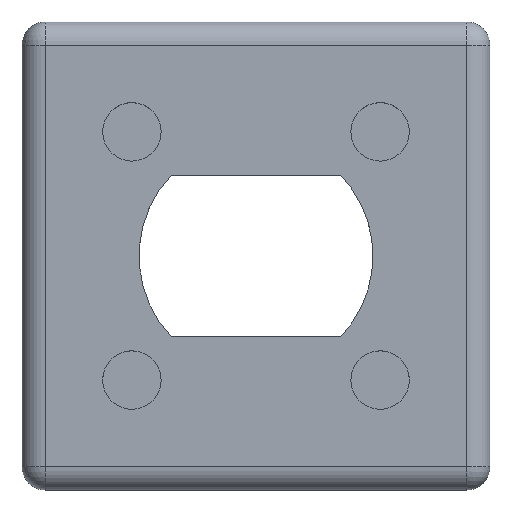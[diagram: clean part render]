
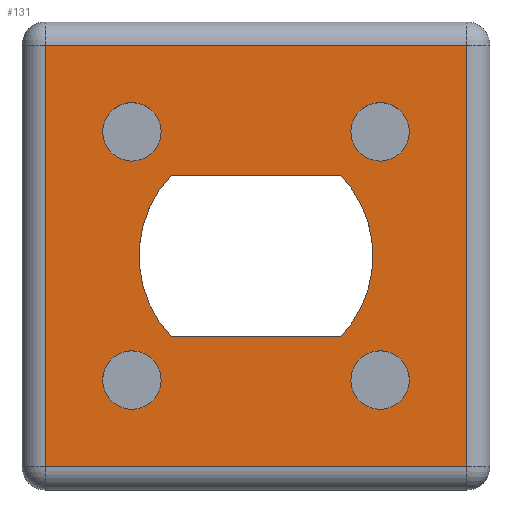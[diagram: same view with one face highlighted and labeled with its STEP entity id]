
A CAD part, top view. The second image highlights one B-rep face of the part: STEP entity #131.
In plain terms, the highlighted planar face has unit normal (0, 0, 1).
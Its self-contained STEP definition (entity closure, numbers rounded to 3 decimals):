
#2 = EDGE_CURVE ( 'NONE', #49, #97, #1299, .T. ) ;
#7 = EDGE_CURVE ( 'NONE', #73, #64, #1288, .T. ) ;
#8 = EDGE_CURVE ( 'NONE', #13, #10, #1251, .T. ) ;
#10 = VERTEX_POINT ( 'NONE', #1292 ) ;
#12 = EDGE_CURVE ( 'NONE', #52, #19, #1289, .T. ) ;
#13 = VERTEX_POINT ( 'NONE', #1275 ) ;
#19 = VERTEX_POINT ( 'NONE', #1244 ) ;
#22 = ORIENTED_EDGE ( 'NONE', *, *, #58, .F. ) ;
#43 = VERTEX_POINT ( 'NONE', #1329 ) ;
#49 = VERTEX_POINT ( 'NONE', #1321 ) ;
#52 = VERTEX_POINT ( 'NONE', #1331 ) ;
#58 = EDGE_CURVE ( 'NONE', #60, #43, #1355, .T. ) ;
#60 = VERTEX_POINT ( 'NONE', #1345 ) ;
#64 = VERTEX_POINT ( 'NONE', #1134 ) ;
#73 = VERTEX_POINT ( 'NONE', #399 ) ;
#97 = VERTEX_POINT ( 'NONE', #449 ) ;
#131 = ADVANCED_FACE ( 'NONE', ( #462, #437, #458, #429, #428, #427 ), #465, .T. ) ;
#177 = EDGE_CURVE ( 'NONE', #258, #60, #672, .T. ) ;
#178 = ORIENTED_EDGE ( 'NONE', *, *, #248, .F. ) ;
#179 = EDGE_LOOP ( 'NONE', ( #255, #268, #178, #274, #22 ) ) ;
#181 = VERTEX_POINT ( 'NONE', #675 ) ;
#182 = EDGE_CURVE ( 'NONE', #64, #73, #528, .T. ) ;
#183 = VERTEX_POINT ( 'NONE', #573 ) ;
#184 = ORIENTED_EDGE ( 'NONE', *, *, #7, .F. ) ;
#185 = EDGE_CURVE ( 'NONE', #188, #181, #564, .T. ) ;
#186 = EDGE_LOOP ( 'NONE', ( #203, #189, #191, #252 ) ) ;
#188 = VERTEX_POINT ( 'NONE', #565 ) ;
#189 = ORIENTED_EDGE ( 'NONE', *, *, #192, .T. ) ;
#190 = ORIENTED_EDGE ( 'NONE', *, *, #182, .F. ) ;
#191 = ORIENTED_EDGE ( 'NONE', *, *, #204, .T. ) ;
#192 = EDGE_CURVE ( 'NONE', #181, #183, #560, .T. ) ;
#203 = ORIENTED_EDGE ( 'NONE', *, *, #185, .T. ) ;
#204 = EDGE_CURVE ( 'NONE', #183, #207, #619, .T. ) ;
#205 = ORIENTED_EDGE ( 'NONE', *, *, #12, .F. ) ;
#206 = EDGE_CURVE ( 'NONE', #19, #52, #626, .T. ) ;
#207 = VERTEX_POINT ( 'NONE', #615 ) ;
#208 = ORIENTED_EDGE ( 'NONE', *, *, #206, .F. ) ;
#209 = EDGE_CURVE ( 'NONE', #10, #13, #607, .T. ) ;
#210 = ORIENTED_EDGE ( 'NONE', *, *, #8, .F. ) ;
#215 = EDGE_LOOP ( 'NONE', ( #190, #184 ) ) ;
#216 = ORIENTED_EDGE ( 'NONE', *, *, #209, .F. ) ;
#217 = EDGE_LOOP ( 'NONE', ( #208, #205 ) ) ;
#219 = ORIENTED_EDGE ( 'NONE', *, *, #1252, .F. ) ;
#223 = EDGE_LOOP ( 'NONE', ( #219, #350 ) ) ;
#244 = EDGE_CURVE ( 'NONE', #43, #273, #694, .T. ) ;
#247 = EDGE_CURVE ( 'NONE', #266, #258, #683, .T. ) ;
#248 = EDGE_CURVE ( 'NONE', #273, #266, #684, .T. ) ;
#252 = ORIENTED_EDGE ( 'NONE', *, *, #257, .T. ) ;
#255 = ORIENTED_EDGE ( 'NONE', *, *, #177, .F. ) ;
#257 = EDGE_CURVE ( 'NONE', #207, #188, #847, .T. ) ;
#258 = VERTEX_POINT ( 'NONE', #853 ) ;
#266 = VERTEX_POINT ( 'NONE', #808 ) ;
#268 = ORIENTED_EDGE ( 'NONE', *, *, #247, .F. ) ;
#273 = VERTEX_POINT ( 'NONE', #795 ) ;
#274 = ORIENTED_EDGE ( 'NONE', *, *, #244, .F. ) ;
#350 = ORIENTED_EDGE ( 'NONE', *, *, #2, .F. ) ;
#355 = EDGE_LOOP ( 'NONE', ( #216, #210 ) ) ;
#399 = CARTESIAN_POINT ( 'NONE',  ( 4.053, 5.303, 3. ) ) ;
#422 = CARTESIAN_POINT ( 'NONE',  ( -10., 10., 3. ) ) ;
#427 = FACE_BOUND ( 'NONE', #179, .T. ) ;
#428 = FACE_OUTER_BOUND ( 'NONE', #186, .T. ) ;
#429 = FACE_BOUND ( 'NONE', #215, .T. ) ;
#437 = FACE_BOUND ( 'NONE', #355, .T. ) ;
#449 = CARTESIAN_POINT ( 'NONE',  ( -4.053, -5.303, 3. ) ) ;
#458 = FACE_BOUND ( 'NONE', #217, .T. ) ;
#459 = AXIS2_PLACEMENT_3D ( 'NONE', #422, #492, #491 ) ;
#462 = FACE_BOUND ( 'NONE', #223, .T. ) ;
#465 = PLANE ( 'NONE',  #459 ) ;
#491 = DIRECTION ( 'NONE',  ( 1., 0., 0. ) ) ;
#492 = DIRECTION ( 'NONE',  ( 0., 0., 1. ) ) ;
#528 = CIRCLE ( 'NONE', #574, 1.25 ) ;
#557 = DIRECTION ( 'NONE',  ( 1., 0., 0. ) ) ;
#558 = VECTOR ( 'NONE', #557, 1000. ) ;
#559 = CARTESIAN_POINT ( 'NONE',  ( 10., -9., 3. ) ) ;
#560 = LINE ( 'NONE', #559, #558 ) ;
#561 = DIRECTION ( 'NONE',  ( 0., -1., 0. ) ) ;
#562 = VECTOR ( 'NONE', #561, 1000. ) ;
#563 = CARTESIAN_POINT ( 'NONE',  ( -9., -10., 3. ) ) ;
#564 = LINE ( 'NONE', #563, #562 ) ;
#565 = CARTESIAN_POINT ( 'NONE',  ( -9., 9., 3. ) ) ;
#569 = DIRECTION ( 'NONE',  ( 1., 0., 0. ) ) ;
#570 = DIRECTION ( 'NONE',  ( 0., 0., 1. ) ) ;
#571 = CARTESIAN_POINT ( 'NONE',  ( 5.303, 5.303, 3. ) ) ;
#573 = CARTESIAN_POINT ( 'NONE',  ( 9., -9., 3. ) ) ;
#574 = AXIS2_PLACEMENT_3D ( 'NONE', #571, #570, #569 ) ;
#575 = DIRECTION ( 'NONE',  ( 1., 0., 0. ) ) ;
#576 = DIRECTION ( 'NONE',  ( 0., 0., 1. ) ) ;
#577 = CARTESIAN_POINT ( 'NONE',  ( 0., 0., 3. ) ) ;
#604 = DIRECTION ( 'NONE',  ( -1., 0., 0. ) ) ;
#607 = CIRCLE ( 'NONE', #609, 1.25 ) ;
#609 = AXIS2_PLACEMENT_3D ( 'NONE', #621, #620, #604 ) ;
#611 = DIRECTION ( 'NONE',  ( 1., 0., 0. ) ) ;
#612 = DIRECTION ( 'NONE',  ( 0., 0., 1. ) ) ;
#613 = CARTESIAN_POINT ( 'NONE',  ( -5.303, 5.303, 3. ) ) ;
#615 = CARTESIAN_POINT ( 'NONE',  ( 9., 9., 3. ) ) ;
#616 = DIRECTION ( 'NONE',  ( 0., 1., 0. ) ) ;
#617 = VECTOR ( 'NONE', #616, 1000. ) ;
#618 = CARTESIAN_POINT ( 'NONE',  ( 9., 10., 3. ) ) ;
#619 = LINE ( 'NONE', #618, #617 ) ;
#620 = DIRECTION ( 'NONE',  ( 0., 0., 1. ) ) ;
#621 = CARTESIAN_POINT ( 'NONE',  ( 5.303, -5.303, 3. ) ) ;
#625 = AXIS2_PLACEMENT_3D ( 'NONE', #613, #612, #611 ) ;
#626 = CIRCLE ( 'NONE', #625, 1.25 ) ;
#672 = CIRCLE ( 'NONE', #674, 5. ) ;
#674 = AXIS2_PLACEMENT_3D ( 'NONE', #577, #576, #575 ) ;
#675 = CARTESIAN_POINT ( 'NONE',  ( -9., -9., 3. ) ) ;
#682 = CARTESIAN_POINT ( 'NONE',  ( 3.619, -3.45, 3. ) ) ;
#683 = LINE ( 'NONE', #682, #689 ) ;
#684 = CIRCLE ( 'NONE', #857, 5. ) ;
#685 = CARTESIAN_POINT ( 'NONE',  ( 0., 0., 3. ) ) ;
#688 = DIRECTION ( 'NONE',  ( 1., 0., 0. ) ) ;
#689 = VECTOR ( 'NONE', #688, 1000. ) ;
#691 = DIRECTION ( 'NONE',  ( -1., 0., 0. ) ) ;
#692 = VECTOR ( 'NONE', #691, 1000. ) ;
#693 = CARTESIAN_POINT ( 'NONE',  ( 3.619, 3.45, 3. ) ) ;
#694 = LINE ( 'NONE', #693, #692 ) ;
#795 = CARTESIAN_POINT ( 'NONE',  ( -3.619, 3.45, 3. ) ) ;
#808 = CARTESIAN_POINT ( 'NONE',  ( -3.619, -3.45, 3. ) ) ;
#843 = DIRECTION ( 'NONE',  ( -1., 0., 0. ) ) ;
#845 = VECTOR ( 'NONE', #843, 1000. ) ;
#846 = CARTESIAN_POINT ( 'NONE',  ( -10., 9., 3. ) ) ;
#847 = LINE ( 'NONE', #846, #845 ) ;
#853 = CARTESIAN_POINT ( 'NONE',  ( 3.619, -3.45, 3. ) ) ;
#855 = DIRECTION ( 'NONE',  ( 1., 0., 0. ) ) ;
#856 = DIRECTION ( 'NONE',  ( 0., 0., 1. ) ) ;
#857 = AXIS2_PLACEMENT_3D ( 'NONE', #685, #856, #855 ) ;
#963 = CIRCLE ( 'NONE', #1014, 1.25 ) ;
#1008 = DIRECTION ( 'NONE',  ( -1., 0., 0. ) ) ;
#1009 = DIRECTION ( 'NONE',  ( 0., 0., 1. ) ) ;
#1010 = CARTESIAN_POINT ( 'NONE',  ( -5.303, -5.303, 3. ) ) ;
#1014 = AXIS2_PLACEMENT_3D ( 'NONE', #1010, #1009, #1008 ) ;
#1134 = CARTESIAN_POINT ( 'NONE',  ( 6.553, 5.303, 3. ) ) ;
#1242 = CARTESIAN_POINT ( 'NONE',  ( 5.303, -5.303, 3. ) ) ;
#1244 = CARTESIAN_POINT ( 'NONE',  ( -4.053, 5.303, 3. ) ) ;
#1245 = DIRECTION ( 'NONE',  ( 0., 0., 1. ) ) ;
#1246 = DIRECTION ( 'NONE',  ( 1., 0., 0. ) ) ;
#1247 = DIRECTION ( 'NONE',  ( 0., 0., 1. ) ) ;
#1248 = CARTESIAN_POINT ( 'NONE',  ( 5.303, 5.303, 3. ) ) ;
#1249 = AXIS2_PLACEMENT_3D ( 'NONE', #1248, #1247, #1246 ) ;
#1251 = CIRCLE ( 'NONE', #1301, 1.25 ) ;
#1252 = EDGE_CURVE ( 'NONE', #97, #49, #963, .T. ) ;
#1272 = DIRECTION ( 'NONE',  ( 1., 0., 0. ) ) ;
#1273 = DIRECTION ( 'NONE',  ( 0., 0., 1. ) ) ;
#1275 = CARTESIAN_POINT ( 'NONE',  ( 4.053, -5.303, 3. ) ) ;
#1278 = CARTESIAN_POINT ( 'NONE',  ( -5.303, 5.303, 3. ) ) ;
#1283 = DIRECTION ( 'NONE',  ( -1., 0., 0. ) ) ;
#1284 = AXIS2_PLACEMENT_3D ( 'NONE', #1278, #1273, #1272 ) ;
#1288 = CIRCLE ( 'NONE', #1249, 1.25 ) ;
#1289 = CIRCLE ( 'NONE', #1284, 1.25 ) ;
#1292 = CARTESIAN_POINT ( 'NONE',  ( 6.553, -5.303, 3. ) ) ;
#1294 = DIRECTION ( 'NONE',  ( -1., 0., 0. ) ) ;
#1295 = DIRECTION ( 'NONE',  ( 0., 0., 1. ) ) ;
#1296 = CARTESIAN_POINT ( 'NONE',  ( -5.303, -5.303, 3. ) ) ;
#1297 = AXIS2_PLACEMENT_3D ( 'NONE', #1296, #1295, #1294 ) ;
#1299 = CIRCLE ( 'NONE', #1297, 1.25 ) ;
#1301 = AXIS2_PLACEMENT_3D ( 'NONE', #1242, #1245, #1283 ) ;
#1321 = CARTESIAN_POINT ( 'NONE',  ( -6.553, -5.303, 3. ) ) ;
#1329 = CARTESIAN_POINT ( 'NONE',  ( 3.619, 3.45, 3. ) ) ;
#1331 = CARTESIAN_POINT ( 'NONE',  ( -6.553, 5.303, 3. ) ) ;
#1344 = CARTESIAN_POINT ( 'NONE',  ( 0., 0., 3. ) ) ;
#1345 = CARTESIAN_POINT ( 'NONE',  ( 5., 0., 3. ) ) ;
#1347 = AXIS2_PLACEMENT_3D ( 'NONE', #1344, #1353, #1352 ) ;
#1352 = DIRECTION ( 'NONE',  ( 1., 0., 0. ) ) ;
#1353 = DIRECTION ( 'NONE',  ( 0., 0., 1. ) ) ;
#1355 = CIRCLE ( 'NONE', #1347, 5. ) ;
